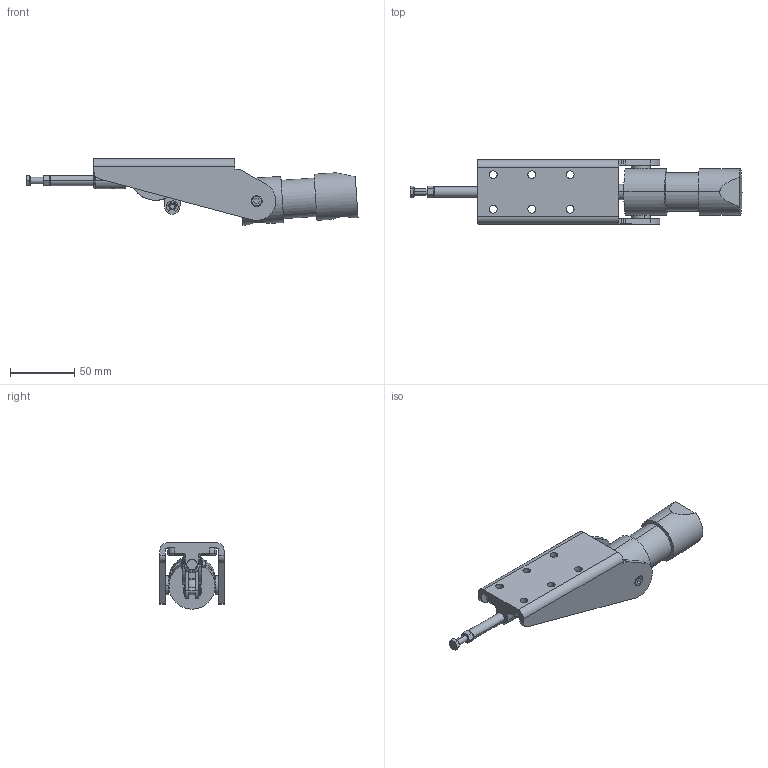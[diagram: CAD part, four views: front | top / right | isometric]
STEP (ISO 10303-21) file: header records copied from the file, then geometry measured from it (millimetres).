
FILE_DESCRIPTION((''),'2;1');
FILE_NAME('733.stp','2005-09-01T12:32:31',('CAD'),(''),'Autodesk Inventor 8','Autodesk Inventor 8','');
FILE_SCHEMA(('AUTOMOTIVE_DESIGN { 1 0 10303 214 1 1 1 1 }'));
Length unit declared in the file: millimetre
Products named in the file (1): Part8
Bounding box: 258.99 x 51 x 51.75 mm (x, y, z)
Volume: 158767.9 mm3; surface area: 56166 mm2
Topology: 1 solids, 6 shells, 591 faces, 1538 edges, 938 vertices
Faces by surface type: cylinder 223, plane 152, bspline 128, cone 58, torus 28, sphere 2
Entity records: 21172 total; most frequent: CARTESIAN_POINT 6811, DIRECTION 3132, ORIENTED_EDGE 3016, EDGE_CURVE 1508, AXIS2_PLACEMENT_3D 1251, VERTEX_POINT 938, CIRCLE 755, EDGE_LOOP 650
